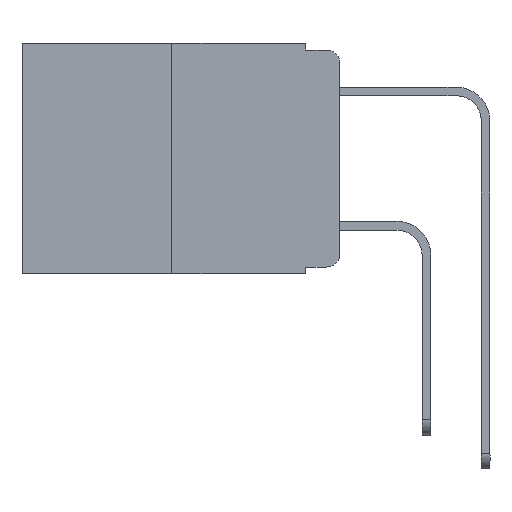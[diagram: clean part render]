
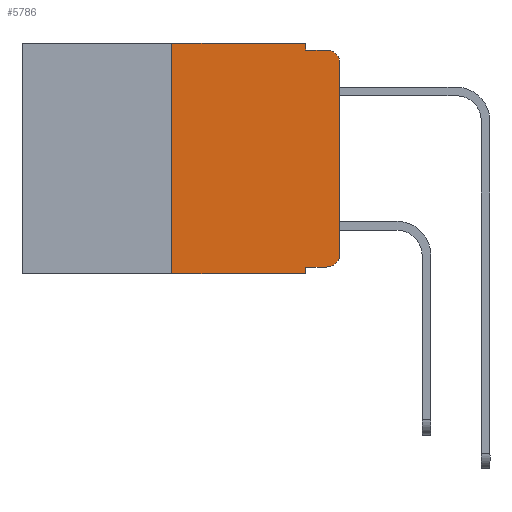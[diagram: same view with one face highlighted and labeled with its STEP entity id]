
A CAD part, left-side view. The second image highlights one B-rep face of the part: STEP entity #5786.
In plain terms, the highlighted planar face has unit normal (-1, 0, 0).
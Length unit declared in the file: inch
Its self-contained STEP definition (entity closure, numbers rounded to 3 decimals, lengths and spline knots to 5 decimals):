
#604 = DIRECTION ( 'NONE',  ( 0., 0., -1. ) ) ;
#669 = DIRECTION ( 'NONE',  ( 1., 0., 0. ) ) ;
#685 = VECTOR ( 'NONE', #3079, 39.37008 ) ;
#734 = DIRECTION ( 'NONE',  ( 0., -1., 0. ) ) ;
#788 = LINE ( 'NONE', #10318, #2710 ) ;
#919 = ORIENTED_EDGE ( 'NONE', *, *, #6803, .F. ) ;
#970 = ORIENTED_EDGE ( 'NONE', *, *, #2175, .T. ) ;
#1137 = CARTESIAN_POINT ( 'NONE',  ( 0., 0.25, 0. ) ) ;
#1162 = CARTESIAN_POINT ( 'NONE',  ( 0., 0.051, -0.333 ) ) ;
#1447 = DIRECTION ( 'NONE',  ( 0., -1., 0. ) ) ;
#1484 = EDGE_CURVE ( 'NONE', #5815, #1627, #9206, .T. ) ;
#1489 = EDGE_CURVE ( 'NONE', #7864, #1627, #6392, .T. ) ;
#1627 = VERTEX_POINT ( 'NONE', #1810 ) ;
#1708 = ORIENTED_EDGE ( 'NONE', *, *, #9106, .T. ) ;
#1810 = CARTESIAN_POINT ( 'NONE',  ( 0., 0.051, -0.343 ) ) ;
#2175 = EDGE_CURVE ( 'NONE', #2247, #8085, #2266, .T. ) ;
#2247 = VERTEX_POINT ( 'NONE', #7744 ) ;
#2266 = LINE ( 'NONE', #4976, #6846 ) ;
#2537 = VECTOR ( 'NONE', #2909, 39.37008 ) ;
#2567 = CARTESIAN_POINT ( 'NONE',  ( 0., 0.051, -0.333 ) ) ;
#2619 = FACE_OUTER_BOUND ( 'NONE', #11673, .T. ) ;
#2710 = VECTOR ( 'NONE', #12169, 39.37008 ) ;
#2810 = DIRECTION ( 'NONE',  ( 0., 0., -1. ) ) ;
#2909 = DIRECTION ( 'NONE',  ( 0., -1., 0. ) ) ;
#2923 = ORIENTED_EDGE ( 'NONE', *, *, #5175, .F. ) ;
#2973 = DIRECTION ( 'NONE',  ( 0., 0., 1. ) ) ;
#2981 = CARTESIAN_POINT ( 'NONE',  ( 0., 0.051, 0. ) ) ;
#3079 = DIRECTION ( 'NONE',  ( 0., 0., 1. ) ) ;
#3299 = ORIENTED_EDGE ( 'NONE', *, *, #1484, .F. ) ;
#3524 = VERTEX_POINT ( 'NONE', #4978 ) ;
#3670 = AXIS2_PLACEMENT_3D ( 'NONE', #11420, #669, #2810 ) ;
#3926 = DIRECTION ( 'NONE',  ( -1., 0., 0. ) ) ;
#4365 = CARTESIAN_POINT ( 'NONE',  ( 0., 0.25, -0.343 ) ) ;
#4386 = CARTESIAN_POINT ( 'NONE',  ( 0., 0.473, -0.343 ) ) ;
#4490 = VERTEX_POINT ( 'NONE', #7452 ) ;
#4685 = CARTESIAN_POINT ( 'NONE',  ( 0., 0.02, -0.333 ) ) ;
#4895 = LINE ( 'NONE', #1137, #685 ) ;
#4976 = CARTESIAN_POINT ( 'NONE',  ( 0., 0., 0. ) ) ;
#4978 = CARTESIAN_POINT ( 'NONE',  ( 0., 0.051, -0.01 ) ) ;
#5175 = EDGE_CURVE ( 'NONE', #6911, #8189, #10223, .T. ) ;
#5213 = VECTOR ( 'NONE', #734, 39.37008 ) ;
#5263 = CARTESIAN_POINT ( 'NONE',  ( 0., 0.25, 0. ) ) ;
#5623 = VECTOR ( 'NONE', #604, 39.37008 ) ;
#5786 = ADVANCED_FACE ( 'NONE', ( #2619 ), #6640, .F. ) ;
#5803 = EDGE_CURVE ( 'NONE', #8085, #4490, #12104, .T. ) ;
#5815 = VERTEX_POINT ( 'NONE', #2567 ) ;
#5869 = CARTESIAN_POINT ( 'NONE',  ( 0., 0.02, -0.313 ) ) ;
#5934 = VECTOR ( 'NONE', #6823, 39.37008 ) ;
#6069 = VECTOR ( 'NONE', #1447, 39.37008 ) ;
#6289 = ORIENTED_EDGE ( 'NONE', *, *, #7701, .F. ) ;
#6350 = CARTESIAN_POINT ( 'NONE',  ( 0., 0., -0.03 ) ) ;
#6392 = LINE ( 'NONE', #4386, #5213 ) ;
#6447 = CARTESIAN_POINT ( 'NONE',  ( 0., 0.051, 0. ) ) ;
#6640 = PLANE ( 'NONE',  #3670 ) ;
#6803 = EDGE_CURVE ( 'NONE', #7864, #6911, #4895, .T. ) ;
#6823 = DIRECTION ( 'NONE',  ( 0., 0., -1. ) ) ;
#6846 = VECTOR ( 'NONE', #2973, 39.37008 ) ;
#6911 = VERTEX_POINT ( 'NONE', #5263 ) ;
#7292 = AXIS2_PLACEMENT_3D ( 'NONE', #10264, #7399, #10395 ) ;
#7381 = ORIENTED_EDGE ( 'NONE', *, *, #5803, .T. ) ;
#7399 = DIRECTION ( 'NONE',  ( -1., 0., 0. ) ) ;
#7452 = CARTESIAN_POINT ( 'NONE',  ( 0., 0.02, -0.01 ) ) ;
#7454 = ORIENTED_EDGE ( 'NONE', *, *, #7465, .F. ) ;
#7465 = EDGE_CURVE ( 'NONE', #3524, #4490, #788, .T. ) ;
#7701 = EDGE_CURVE ( 'NONE', #8189, #3524, #11597, .T. ) ;
#7744 = CARTESIAN_POINT ( 'NONE',  ( 0., 0., -0.313 ) ) ;
#7864 = VERTEX_POINT ( 'NONE', #4365 ) ;
#8085 = VERTEX_POINT ( 'NONE', #6350 ) ;
#8189 = VERTEX_POINT ( 'NONE', #10176 ) ;
#8643 = LINE ( 'NONE', #1162, #2537 ) ;
#8829 = ORIENTED_EDGE ( 'NONE', *, *, #10779, .T. ) ;
#9106 = EDGE_CURVE ( 'NONE', #12226, #2247, #10109, .T. ) ;
#9206 = LINE ( 'NONE', #6447, #5623 ) ;
#9234 = ORIENTED_EDGE ( 'NONE', *, *, #1489, .T. ) ;
#10109 = CIRCLE ( 'NONE', #10514, 0.02 ) ;
#10176 = CARTESIAN_POINT ( 'NONE',  ( 0., 0.051, 0. ) ) ;
#10223 = LINE ( 'NONE', #11108, #6069 ) ;
#10264 = CARTESIAN_POINT ( 'NONE',  ( 0., 0.02, -0.03 ) ) ;
#10318 = CARTESIAN_POINT ( 'NONE',  ( 0., 0.051, -0.01 ) ) ;
#10395 = DIRECTION ( 'NONE',  ( 0., 0., -1. ) ) ;
#10514 = AXIS2_PLACEMENT_3D ( 'NONE', #5869, #3926, #10631 ) ;
#10631 = DIRECTION ( 'NONE',  ( 0., 0., -1. ) ) ;
#10779 = EDGE_CURVE ( 'NONE', #5815, #12226, #8643, .T. ) ;
#11108 = CARTESIAN_POINT ( 'NONE',  ( 0., 0.473, 0. ) ) ;
#11420 = CARTESIAN_POINT ( 'NONE',  ( 0., 0.473, 0. ) ) ;
#11597 = LINE ( 'NONE', #2981, #5934 ) ;
#11673 = EDGE_LOOP ( 'NONE', ( #970, #7381, #7454, #6289, #2923, #919, #9234, #3299, #8829, #1708 ) ) ;
#12104 = CIRCLE ( 'NONE', #7292, 0.02 ) ;
#12169 = DIRECTION ( 'NONE',  ( 0., -1., 0. ) ) ;
#12226 = VERTEX_POINT ( 'NONE', #4685 ) ;
